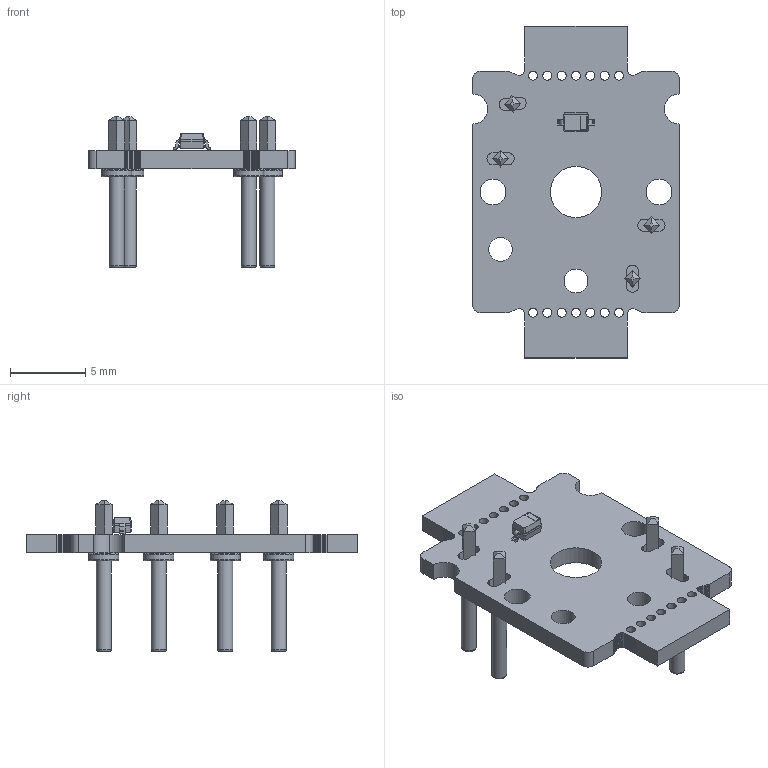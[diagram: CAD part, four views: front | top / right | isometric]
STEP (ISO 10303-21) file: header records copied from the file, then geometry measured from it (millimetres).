
FILE_DESCRIPTION(('KiCad electronic assembly'),'2;1');
FILE_NAME('amoeba_choc14.step','2024-08-21T16:02:14',('Pcbnew'),('Kicad' ),'Open CASCADE STEP processor 7.7','KiCad to STEP converter', 'Unknown');
FILE_SCHEMA(('AUTOMOTIVE_DESIGN { 1 0 10303 214 1 1 1 1 }'));
Length unit declared in the file: millimetre
Products named in the file (6): amoeba_choc14 1; D_SOD-323; D_SOD_323; Pin_D1.0mm_L10.0mm; Pin_d1.0mm_L10.0mm; amoeba_choc14_PCB
Assembly tree (8 placements, depth 3):
  amoeba_choc14 1
    D_SOD-323
      D_SOD_323
    Pin_D1.0mm_L10.0mm  x4
      Pin_d1.0mm_L10.0mm
    amoeba_choc14_PCB
Bounding box: 13.7 x 22 x 10 mm (x, y, z)
Volume: 310.3 mm3; surface area: 800.2 mm2
Topology: 6 solids, 6 shells, 314 faces, 815 edges, 522 vertices
Faces by surface type: plane 225, cylinder 51, bspline 26, torus 12
Full cylindrical faces by diameter (mm): 0.6 x14, 1 x4, 1.575 x2, 1.7 x2, 2 x4, 3.4 x1
Entity records: 8858 total; most frequent: CARTESIAN_POINT 1566, ORIENTED_EDGE 1438, DIRECTION 1275, EDGE_CURVE 719, LINE 591, VECTOR 591, VERTEX_POINT 465, AXIS2_PLACEMENT_3D 342
